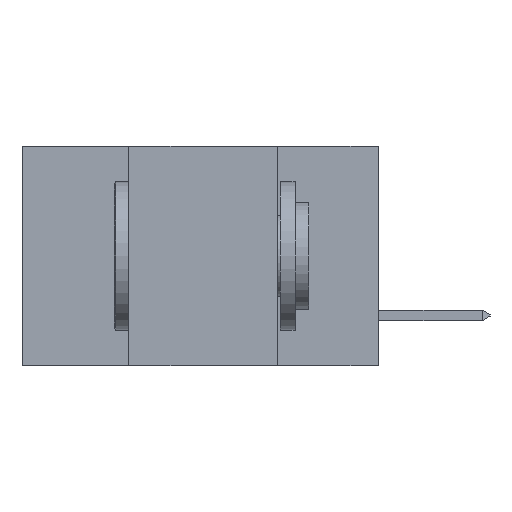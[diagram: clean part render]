
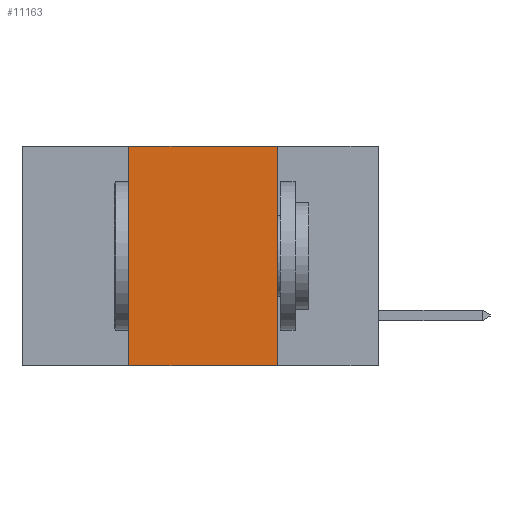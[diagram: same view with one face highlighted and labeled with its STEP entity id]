
A CAD part, left-side view. The second image highlights one B-rep face of the part: STEP entity #11163.
In plain terms, the highlighted planar face has unit normal (-1, 0, 0).
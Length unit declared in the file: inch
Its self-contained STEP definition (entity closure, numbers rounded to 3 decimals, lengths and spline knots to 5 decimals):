
#59 = ORIENTED_EDGE ( 'NONE', *, *, #6617, .T. ) ;
#609 = AXIS2_PLACEMENT_3D ( 'NONE', #11662, #7868, #16539 ) ;
#780 = VERTEX_POINT ( 'NONE', #14677 ) ;
#1130 = FACE_OUTER_BOUND ( 'NONE', #4138, .T. ) ;
#1371 = LINE ( 'NONE', #1478, #8205 ) ;
#1478 = CARTESIAN_POINT ( 'NONE',  ( 0., 0.42, 0. ) ) ;
#1828 = CARTESIAN_POINT ( 'NONE',  ( 0., 0.17, 0. ) ) ;
#3859 = CARTESIAN_POINT ( 'NONE',  ( 0., 0.42, 0. ) ) ;
#4138 = EDGE_LOOP ( 'NONE', ( #16113, #9974, #16494, #59 ) ) ;
#4337 = LINE ( 'NONE', #12349, #11001 ) ;
#6199 = VECTOR ( 'NONE', #11046, 39.37008 ) ;
#6422 = LINE ( 'NONE', #9073, #16059 ) ;
#6617 = EDGE_CURVE ( 'NONE', #8437, #780, #9712, .T. ) ;
#7076 = EDGE_CURVE ( 'NONE', #15464, #12093, #6422, .T. ) ;
#7868 = DIRECTION ( 'NONE',  ( 1., 0., 0. ) ) ;
#8205 = VECTOR ( 'NONE', #14539, 39.37008 ) ;
#8437 = VERTEX_POINT ( 'NONE', #9516 ) ;
#9073 = CARTESIAN_POINT ( 'NONE',  ( 0., 0.6, 0. ) ) ;
#9516 = CARTESIAN_POINT ( 'NONE',  ( 0., 0.42, -0.37 ) ) ;
#9625 = EDGE_CURVE ( 'NONE', #12093, #780, #4337, .T. ) ;
#9712 = LINE ( 'NONE', #11578, #6199 ) ;
#9974 = ORIENTED_EDGE ( 'NONE', *, *, #7076, .F. ) ;
#11001 = VECTOR ( 'NONE', #11143, 39.37008 ) ;
#11046 = DIRECTION ( 'NONE',  ( 0., -1., 0. ) ) ;
#11143 = DIRECTION ( 'NONE',  ( 0., 0., -1. ) ) ;
#11163 = ADVANCED_FACE ( 'NONE', ( #1130 ), #12927, .F. ) ;
#11578 = CARTESIAN_POINT ( 'NONE',  ( 0., 0.6, -0.37 ) ) ;
#11662 = CARTESIAN_POINT ( 'NONE',  ( 0., 0.6, 0. ) ) ;
#12093 = VERTEX_POINT ( 'NONE', #1828 ) ;
#12349 = CARTESIAN_POINT ( 'NONE',  ( 0., 0.17, 0. ) ) ;
#12541 = DIRECTION ( 'NONE',  ( 0., -1., 0. ) ) ;
#12927 = PLANE ( 'NONE',  #609 ) ;
#14539 = DIRECTION ( 'NONE',  ( 0., 0., 1. ) ) ;
#14677 = CARTESIAN_POINT ( 'NONE',  ( 0., 0.17, -0.37 ) ) ;
#15464 = VERTEX_POINT ( 'NONE', #3859 ) ;
#16059 = VECTOR ( 'NONE', #12541, 39.37008 ) ;
#16113 = ORIENTED_EDGE ( 'NONE', *, *, #9625, .F. ) ;
#16195 = EDGE_CURVE ( 'NONE', #8437, #15464, #1371, .T. ) ;
#16494 = ORIENTED_EDGE ( 'NONE', *, *, #16195, .F. ) ;
#16539 = DIRECTION ( 'NONE',  ( 0., 0., -1. ) ) ;
